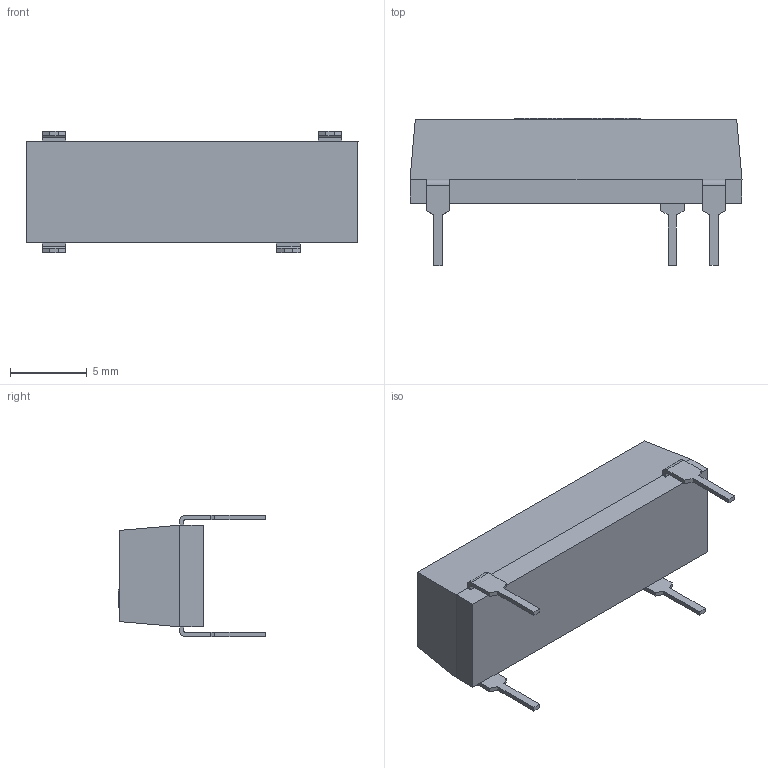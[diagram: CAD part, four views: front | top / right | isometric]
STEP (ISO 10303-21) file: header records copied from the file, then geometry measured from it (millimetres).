
FILE_DESCRIPTION (( 'STEP AP214' ), '1' );
FILE_NAME ('106001.STEP', '2017-08-31T23:27:08', ( '' ), ( '' ), 'SwSTEP 2.0', 'SolidWorks 2016', '' );
FILE_SCHEMA (( 'AUTOMOTIVE_DESIGN' ));
Length unit declared in the file: inch
Products named in the file (1): 106001
Bounding box: 21.56 x 9.56 x 7.87 mm (x, y, z)
Volume: 746.9 mm3; surface area: 635.5 mm2
Topology: 7 solids, 7 shells, 125 faces, 321 edges, 210 vertices
Faces by surface type: plane 93, bspline 24, cylinder 8
Entity records: 5794 total; most frequent: CARTESIAN_POINT 1165, ORIENTED_EDGE 642, DIRECTION 493, EDGE_CURVE 321, LINE 257, VECTOR 257, VERTEX_POINT 210, UNCERTAINTY_MEASURE_WITH_UNIT 134
